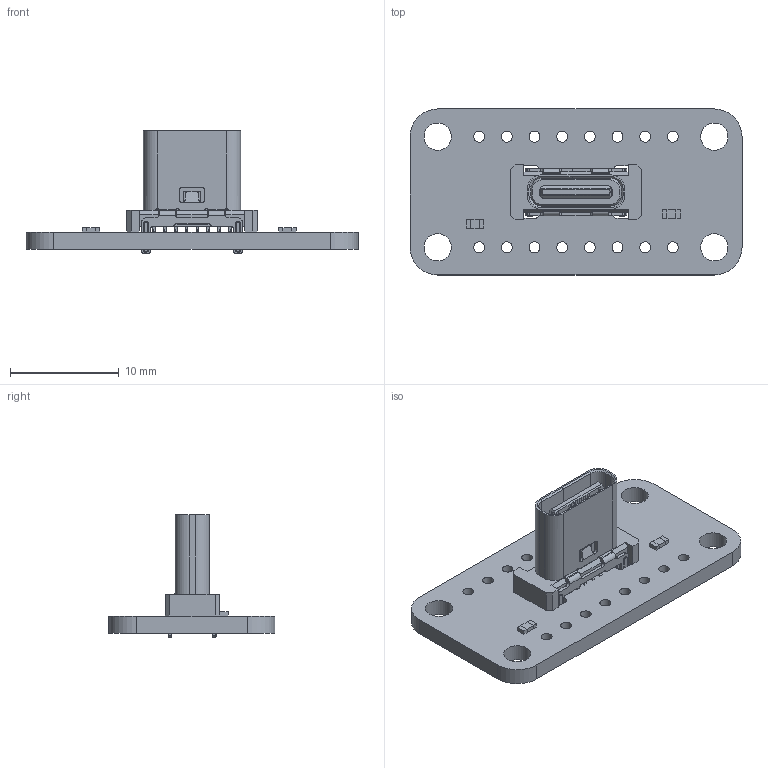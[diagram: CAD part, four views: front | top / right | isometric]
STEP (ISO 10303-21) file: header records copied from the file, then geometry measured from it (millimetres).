
FILE_DESCRIPTION(/* description */ ('','CAx-IF Rec.Pracs.---Representation and Presentation of Product Manufacturing Information (PMI)---4.0---2014-10-13'),/* implementation_level */ '2;1');
FILE_NAME(/* name */ '5993 USB-C Vertical Breakout.step',/* time_stamp */ '2025-01-16T13:51:54-05:00',/* author */ (''),/* organization */ (''),/* preprocessor_version */ 'ST-DEVELOPER v20',/* originating_system */ 'Autodesk Translation Framework v13.20.0.188',/* authorisation */ '');
FILE_SCHEMA (('AP242_MANAGED_MODEL_BASED_3D_ENGINEERING_MIM_LF { 1 0 10303 442 1 1 4 }'));
Length unit declared in the file: millimetre
Products named in the file (4): PCB Component; Board; 5.1K; USB Type C
Assembly tree (4 placements, depth 2):
  PCB Component
    Board
    5.1K  x2
    USB Type C
Bounding box: 30.48 x 15.24 x 11.25 mm (x, y, z)
Volume: 866.3 mm3; surface area: 1998.7 mm2
Topology: 22 solids, 22 shells, 1094 faces, 3093 edges, 2050 vertices
Faces by surface type: plane 695, cylinder 369, torus 16, cone 14
Full cylindrical faces by diameter (mm): 0.67 x4, 0.7 x2, 0.9 x2, 1 x16, 2.5 x4
Entity records: 35632 total; most frequent: CARTESIAN_POINT 6517, ORIENTED_EDGE 6114, DIRECTION 5997, EDGE_CURVE 3057, LINE 2213, VECTOR 2213, VERTEX_POINT 2026, AXIS2_PLACEMENT_3D 1892
